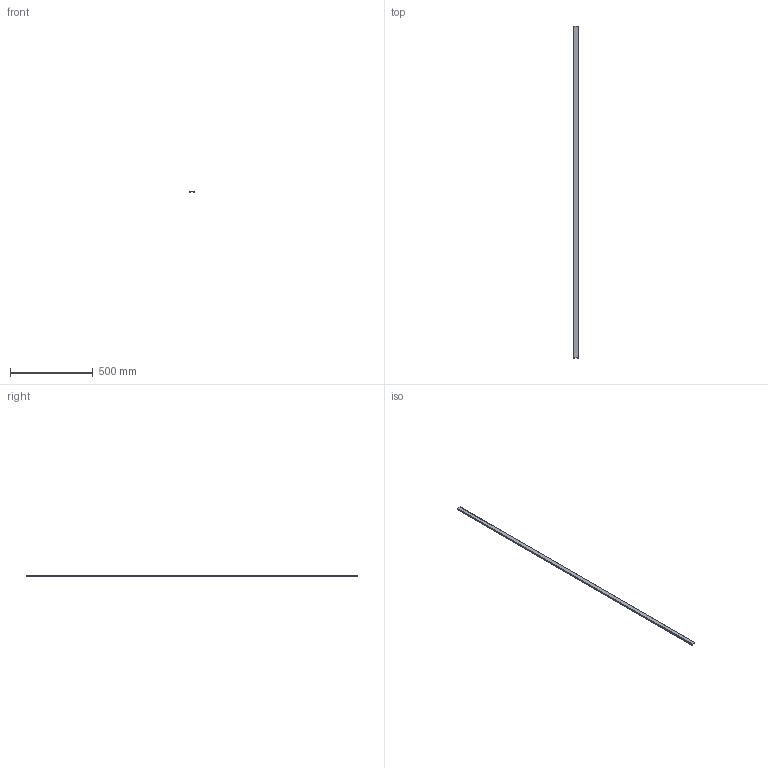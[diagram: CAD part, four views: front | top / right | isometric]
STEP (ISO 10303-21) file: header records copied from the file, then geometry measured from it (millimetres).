
FILE_DESCRIPTION (( 'STEP AP203' ), '1' );
FILE_NAME ('NNC25X75.STP', '2019-07-25T21:33:30', ( '' ), ( '' ), 'SwSTEP 2.0', 'SolidWorks 2014', '' );
FILE_SCHEMA (( 'CONFIG_CONTROL_DESIGN' ));
Length unit declared in the file: inch
Products named in the file (3): NNC25X75; NNC25X75.sldasm-Part-2; NNC25X75.sldasm-Part-1
Assembly tree (2 placements, depth 2):
  NNC25X75
    NNC25X75.sldasm-Part-1
    NNC25X75.sldasm-Part-2
Bounding box: 24.77 x 2000 x 8.89 mm (x, y, z)
Volume: 134611.6 mm3; surface area: 174914.3 mm2
Topology: 1 solids, 1 shells, 16 faces, 42 edges, 28 vertices
Faces by surface type: plane 16
Entity records: 65607 total; most frequent: CARTESIAN_POINT 11758, ORIENTED_EDGE 11747, DIRECTION 10128, EDGE_CURVE 5874, VECTOR 5554, LINE 5554, VERTEX_POINT 3915, AXIS2_PLACEMENT_3D 2287
